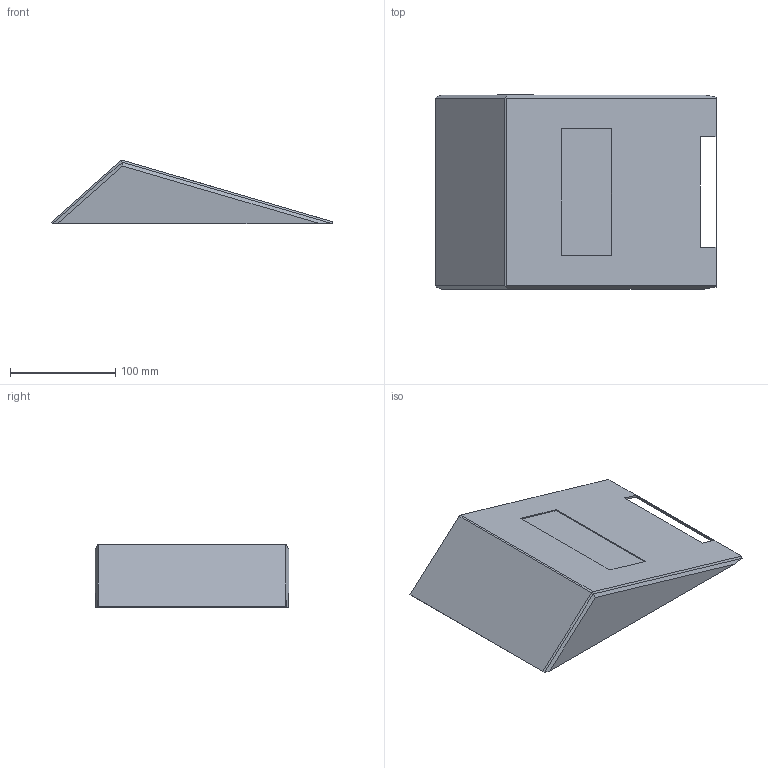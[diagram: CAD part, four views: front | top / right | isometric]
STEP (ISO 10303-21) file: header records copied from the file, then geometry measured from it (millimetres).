
FILE_DESCRIPTION(/* description */ (''),/* implementation_level */ '2;1');
FILE_NAME(/* name */ 'CYBER_truck_shell v4.step',/* time_stamp */ '2020-02-13T11:26:46+00:00',/* author */ (''),/* organization */ (''),/* preprocessor_version */ 'ST-DEVELOPER v18',/* originating_system */ 'Autodesk Translation Framework v8.12.0.6',/* authorisation */ '');
FILE_SCHEMA (('AUTOMOTIVE_DESIGN { 1 0 10303 214 3 1 1 }'));
Length unit declared in the file: millimetre
Products named in the file (1): CYBER_truck_shell
Bounding box: 266.89 x 184 x 60.28 mm (x, y, z)
Volume: 126137.9 mm3; surface area: 138035.3 mm2
Topology: 1 solids, 1 shells, 26 faces, 66 edges, 42 vertices
Faces by surface type: plane 25, bspline 1
Entity records: 823 total; most frequent: CARTESIAN_POINT 162, ORIENTED_EDGE 132, DIRECTION 114, EDGE_CURVE 66, LINE 62, VECTOR 62, VERTEX_POINT 42, EDGE_LOOP 28
